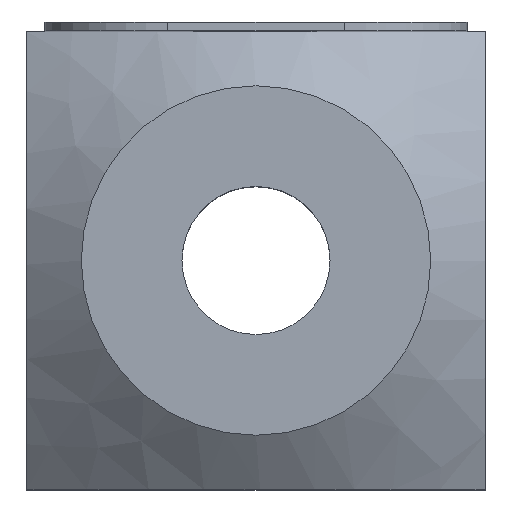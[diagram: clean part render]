
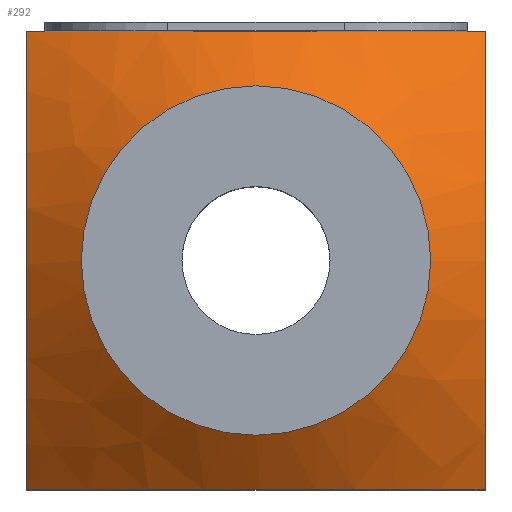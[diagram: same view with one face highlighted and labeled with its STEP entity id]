
A CAD part, top view. The second image highlights one B-rep face of the part: STEP entity #292.
In plain terms, the highlighted free-form (B-spline) face has degree [2, 1] with [9, 2] control points.
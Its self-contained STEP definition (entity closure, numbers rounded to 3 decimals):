
#17=CARTESIAN_POINT('',(-6.5,-6.5,3.034));
#18=VERTEX_POINT('',#17);
#25=CARTESIAN_POINT('',(-6.5,6.5,3.034));
#26=VERTEX_POINT('',#25);
#27=CARTESIAN_POINT('',(-6.5,-6.5,3.034));
#28=CARTESIAN_POINT('',(-6.5,-5.963,3.3));
#29=CARTESIAN_POINT('',(-6.5,-4.99,3.753));
#30=CARTESIAN_POINT('',(-6.5,-3.581,4.295));
#31=CARTESIAN_POINT('',(-6.5,-2.325,4.66));
#32=CARTESIAN_POINT('',(-6.5,-1.115,4.877));
#33=CARTESIAN_POINT('',(-6.5,0.092,4.946));
#34=CARTESIAN_POINT('',(-6.5,1.288,4.855));
#35=CARTESIAN_POINT('',(-6.5,2.551,4.605));
#36=CARTESIAN_POINT('',(-6.5,3.827,4.21));
#37=CARTESIAN_POINT('',(-6.5,5.174,3.669));
#38=CARTESIAN_POINT('',(-6.5,6.048,3.258));
#39=CARTESIAN_POINT('',(-6.5,6.5,3.034));
#40=B_SPLINE_CURVE_WITH_KNOTS('',3,(#27,#28,#29,#30,#31,#32,#33,#34,#35,#36,#37,#38,#39),.UNSPECIFIED.,.F.,.U.,(4,1,1,1,1,1,1,1,1,1,4),(0.0,1.796,3.219,4.526,5.715,6.903,8.144,9.306,10.761,12.146,13.658),.UNSPECIFIED.);
#41=EDGE_CURVE('',#18,#26,#40,.T.);
#65=CARTESIAN_POINT('',(6.5,-6.5,3.034));
#66=VERTEX_POINT('',#65);
#73=CARTESIAN_POINT('',(6.5,-6.5,3.034));
#74=CARTESIAN_POINT('',(5.963,-6.5,3.3));
#75=CARTESIAN_POINT('',(4.99,-6.5,3.753));
#76=CARTESIAN_POINT('',(3.581,-6.5,4.295));
#77=CARTESIAN_POINT('',(2.325,-6.5,4.66));
#78=CARTESIAN_POINT('',(1.115,-6.5,4.877));
#79=CARTESIAN_POINT('',(-0.092,-6.5,4.946));
#80=CARTESIAN_POINT('',(-1.288,-6.5,4.855));
#81=CARTESIAN_POINT('',(-2.551,-6.5,4.605));
#82=CARTESIAN_POINT('',(-3.827,-6.5,4.21));
#83=CARTESIAN_POINT('',(-5.174,-6.5,3.669));
#84=CARTESIAN_POINT('',(-6.048,-6.5,3.258));
#85=CARTESIAN_POINT('',(-6.5,-6.5,3.034));
#86=B_SPLINE_CURVE_WITH_KNOTS('',3,(#73,#74,#75,#76,#77,#78,#79,#80,#81,#82,#83,#84,#85),.UNSPECIFIED.,.F.,.U.,(4,1,1,1,1,1,1,1,1,1,4),(0.0,1.796,3.219,4.526,5.715,6.903,8.144,9.306,10.761,12.146,13.658),.UNSPECIFIED.);
#87=EDGE_CURVE('',#66,#18,#86,.T.);
#106=CARTESIAN_POINT('',(6.5,6.5,3.034));
#107=VERTEX_POINT('',#106);
#114=CARTESIAN_POINT('',(6.5,0.0,4.92));
#115=VERTEX_POINT('',#114);
#116=CARTESIAN_POINT('',(6.5,6.5,3.034));
#117=CARTESIAN_POINT('',(6.5,5.883,3.34));
#118=CARTESIAN_POINT('',(6.5,4.809,3.835));
#119=CARTESIAN_POINT('',(6.5,3.187,4.43));
#120=CARTESIAN_POINT('',(6.5,1.644,4.82));
#121=CARTESIAN_POINT('',(6.5,0.549,4.92));
#122=CARTESIAN_POINT('',(6.5,0.0,4.92));
#123=B_SPLINE_CURVE_WITH_KNOTS('',3,(#116,#117,#118,#119,#120,#121,#122),.UNSPECIFIED.,.F.,.U.,(4,1,1,1,4),(0.0,2.066,3.544,5.181,6.829),.UNSPECIFIED.);
#124=EDGE_CURVE('',#107,#115,#123,.T.);
#126=CARTESIAN_POINT('',(6.5,0.0,4.92));
#127=CARTESIAN_POINT('',(6.5,-0.549,4.92));
#128=CARTESIAN_POINT('',(6.5,-1.644,4.82));
#129=CARTESIAN_POINT('',(6.5,-3.187,4.43));
#130=CARTESIAN_POINT('',(6.5,-4.809,3.835));
#131=CARTESIAN_POINT('',(6.5,-5.883,3.34));
#132=CARTESIAN_POINT('',(6.5,-6.5,3.034));
#133=B_SPLINE_CURVE_WITH_KNOTS('',3,(#126,#127,#128,#129,#130,#131,#132),.UNSPECIFIED.,.F.,.U.,(4,1,1,1,4),(0.0,1.648,3.285,4.763,6.829),.UNSPECIFIED.);
#134=EDGE_CURVE('',#115,#66,#133,.T.);
#146=CARTESIAN_POINT('',(-6.5,6.5,3.034));
#147=CARTESIAN_POINT('',(-6.048,6.5,3.258));
#148=CARTESIAN_POINT('',(-5.174,6.5,3.669));
#149=CARTESIAN_POINT('',(-3.827,6.5,4.21));
#150=CARTESIAN_POINT('',(-2.551,6.5,4.605));
#151=CARTESIAN_POINT('',(-1.288,6.5,4.855));
#152=CARTESIAN_POINT('',(-0.092,6.5,4.946));
#153=CARTESIAN_POINT('',(1.115,6.5,4.877));
#154=CARTESIAN_POINT('',(2.325,6.5,4.66));
#155=CARTESIAN_POINT('',(3.581,6.5,4.295));
#156=CARTESIAN_POINT('',(4.99,6.5,3.753));
#157=CARTESIAN_POINT('',(5.963,6.5,3.3));
#158=CARTESIAN_POINT('',(6.5,6.5,3.034));
#159=B_SPLINE_CURVE_WITH_KNOTS('',3,(#146,#147,#148,#149,#150,#151,#152,#153,#154,#155,#156,#157,#158),.UNSPECIFIED.,.F.,.U.,(4,1,1,1,1,1,1,1,1,1,4),(0.0,1.512,2.897,4.352,5.515,6.755,7.943,9.132,10.439,11.862,13.658),.UNSPECIFIED.);
#160=EDGE_CURVE('',#26,#107,#159,.T.);
#177=CARTESIAN_POINT('',(-4.957,0.0,6.0));
#178=VERTEX_POINT('',#177);
#179=CARTESIAN_POINT('',(4.957,0.0,6.0));
#180=VERTEX_POINT('',#179);
#181=CARTESIAN_POINT('',(0.0,0.0,6.0));
#182=DIRECTION('',(0.0,0.0,-1.0));
#183=DIRECTION('',(1.0,0.0,0.0));
#184=AXIS2_PLACEMENT_3D('',#181,#182,#183);
#185=CIRCLE('',#184,4.957);
#186=EDGE_CURVE('',#178,#180,#185,.T.);
#188=CARTESIAN_POINT('',(0.0,0.0,6.0));
#189=DIRECTION('',(0.0,0.0,-1.0));
#190=DIRECTION('',(1.0,0.0,0.0));
#191=AXIS2_PLACEMENT_3D('',#188,#189,#190);
#192=CIRCLE('',#191,4.957);
#193=EDGE_CURVE('',#180,#178,#192,.T.);
#250=CARTESIAN_POINT('',(4.957,0.0,6.));
#251=CARTESIAN_POINT('',(4.957,4.957,6.));
#252=CARTESIAN_POINT('',(0.0,4.957,6.));
#253=CARTESIAN_POINT('',(-4.957,4.957,6.));
#254=CARTESIAN_POINT('',(-4.957,0.0,6.));
#255=CARTESIAN_POINT('',(-4.957,-4.957,6.));
#256=CARTESIAN_POINT('',(0.0,-4.957,6.));
#257=CARTESIAN_POINT('',(4.957,-4.957,6.));
#258=CARTESIAN_POINT('',(4.957,0.0,6.));
#259=CARTESIAN_POINT('',(9.192,0.0,3.034));
#260=CARTESIAN_POINT('',(9.192,9.192,3.034));
#261=CARTESIAN_POINT('',(0.0,9.192,3.034));
#262=CARTESIAN_POINT('',(-9.192,9.192,3.034));
#263=CARTESIAN_POINT('',(-9.192,0.0,3.034));
#264=CARTESIAN_POINT('',(-9.192,-9.192,3.034));
#265=CARTESIAN_POINT('',(0.0,-9.192,3.034));
#266=CARTESIAN_POINT('',(9.192,-9.192,3.034));
#267=CARTESIAN_POINT('',(9.192,0.0,3.034));
#275=(BOUNDED_SURFACE()B_SPLINE_SURFACE(2,1,((#250,#259),(#251,#260),(#252,#261),(#253,#262),(#254,#263),(#255,#264),(#256,#265),(#257,#266),(#258,#267)),.UNSPECIFIED.,.T.,.F.,.U.)B_SPLINE_SURFACE_WITH_KNOTS((3,2,2,2,3),(2,2),(0.0,0.25,0.5,0.75,1.0),(-6.833,-1.663),.UNSPECIFIED.)GEOMETRIC_REPRESENTATION_ITEM()RATIONAL_B_SPLINE_SURFACE(((1.0,1.0),(0.707,0.707),(1.0,1.0),(0.707,0.707),(1.0,1.0),(0.707,0.707),(1.0,1.0),(0.707,0.707),(1.0,1.0)))REPRESENTATION_ITEM('')SURFACE());
#276=ORIENTED_EDGE('',*,*,#160,.F.);
#277=ORIENTED_EDGE('',*,*,#41,.F.);
#278=ORIENTED_EDGE('',*,*,#87,.F.);
#279=ORIENTED_EDGE('',*,*,#134,.F.);
#280=CARTESIAN_POINT('',(4.957,0.0,6.0));
#281=DIRECTION('',(0.819,0.0,-0.574));
#282=VECTOR('',#281,1.884);
#283=LINE('',#280,#282);
#284=EDGE_CURVE('',#180,#115,#283,.T.);
#285=ORIENTED_EDGE('',*,*,#284,.F.);
#286=ORIENTED_EDGE('',*,*,#193,.T.);
#287=ORIENTED_EDGE('',*,*,#186,.T.);
#288=ORIENTED_EDGE('',*,*,#284,.T.);
#289=ORIENTED_EDGE('',*,*,#124,.F.);
#290=EDGE_LOOP('',(#276,#277,#278,#279,#285,#286,#287,#288,#289));
#291=FACE_OUTER_BOUND('',#290,.T.);
#292=ADVANCED_FACE('',(#291),#275,.F.);
